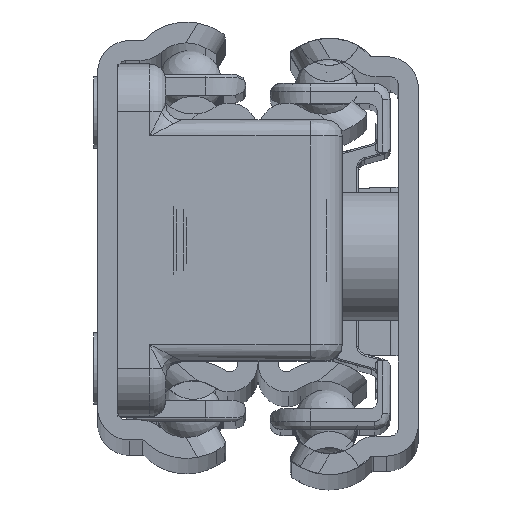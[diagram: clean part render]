
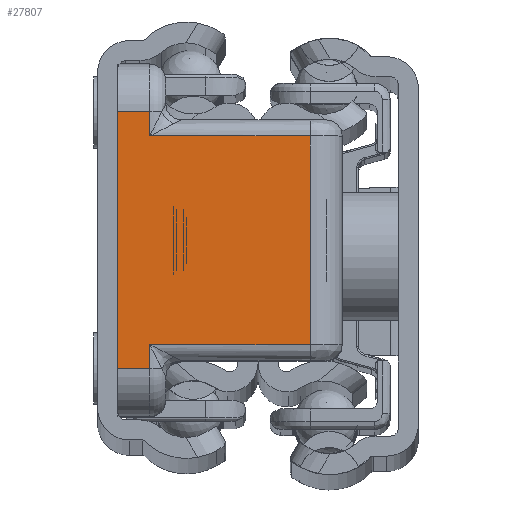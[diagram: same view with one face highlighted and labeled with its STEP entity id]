
A CAD part, top view. The second image highlights one B-rep face of the part: STEP entity #27807.
In plain terms, the highlighted planar face has unit normal (0, 0, 1).
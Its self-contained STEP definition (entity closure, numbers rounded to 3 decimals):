
#1638=PLANE('',#30163);
#2665=FACE_OUTER_BOUND('',#4256,.T.);
#4256=EDGE_LOOP('',(#21468,#21469,#21470,#21471,#21472,#21473,#21474,#21475));
#6390=LINE('',#44873,#8485);
#6392=LINE('',#44879,#8487);
#6400=LINE('',#44913,#8495);
#6409=LINE('',#45138,#8504);
#6413=LINE('',#45149,#8508);
#6422=LINE('',#45185,#8517);
#6423=LINE('',#45188,#8518);
#6424=LINE('',#45189,#8519);
#8485=VECTOR('',#35572,10.);
#8487=VECTOR('',#35578,10.);
#8495=VECTOR('',#35610,10.);
#8504=VECTOR('',#35673,10.);
#8508=VECTOR('',#35687,10.);
#8517=VECTOR('',#35720,10.);
#8518=VECTOR('',#35723,10.);
#8519=VECTOR('',#35724,10.);
#12052=VERTEX_POINT('',#44816);
#12057=VERTEX_POINT('',#44867);
#12060=VERTEX_POINT('',#44877);
#12065=VERTEX_POINT('',#44911);
#12071=VERTEX_POINT('',#44947);
#12085=VERTEX_POINT('',#45122);
#12096=VERTEX_POINT('',#45183);
#12097=VERTEX_POINT('',#45187);
#15415=EDGE_CURVE('',#12052,#12057,#6390,.T.);
#15418=EDGE_CURVE('',#12060,#12052,#6392,.T.);
#15432=EDGE_CURVE('',#12065,#12060,#6400,.T.);
#15468=EDGE_CURVE('',#12085,#12071,#6409,.T.);
#15474=EDGE_CURVE('',#12071,#12065,#6413,.T.);
#15488=EDGE_CURVE('',#12096,#12085,#6422,.T.);
#15489=EDGE_CURVE('',#12096,#12097,#6423,.T.);
#15490=EDGE_CURVE('',#12057,#12097,#6424,.T.);
#21468=ORIENTED_EDGE('',*,*,#15418,.F.);
#21469=ORIENTED_EDGE('',*,*,#15432,.F.);
#21470=ORIENTED_EDGE('',*,*,#15474,.F.);
#21471=ORIENTED_EDGE('',*,*,#15468,.F.);
#21472=ORIENTED_EDGE('',*,*,#15488,.F.);
#21473=ORIENTED_EDGE('',*,*,#15489,.T.);
#21474=ORIENTED_EDGE('',*,*,#15490,.F.);
#21475=ORIENTED_EDGE('',*,*,#15415,.F.);
#27807=ADVANCED_FACE('',(#2665),#1638,.T.);
#30163=AXIS2_PLACEMENT_3D('',#45186,#35721,#35722);
#35572=DIRECTION('',(0.,-1.,0.));
#35578=DIRECTION('',(-1.,0.,0.));
#35610=DIRECTION('',(0.,-1.,0.));
#35673=DIRECTION('',(0.,-1.,0.));
#35687=DIRECTION('',(1.,0.,0.));
#35720=DIRECTION('',(1.,0.,0.));
#35721=DIRECTION('center_axis',(0.,0.,1.));
#35722=DIRECTION('ref_axis',(1.,0.,0.));
#35723=DIRECTION('',(0.,-1.,0.));
#35724=DIRECTION('',(-1.,0.,0.));
#44816=CARTESIAN_POINT('',(-2.3,-6.5,548.));
#44867=CARTESIAN_POINT('',(-2.3,-8.,548.));
#44873=CARTESIAN_POINT('',(-2.3,5.5,548.));
#44877=CARTESIAN_POINT('',(7.7,-6.5,548.));
#44879=CARTESIAN_POINT('',(-1.3,-6.5,548.));
#44911=CARTESIAN_POINT('',(7.7,6.5,548.));
#44913=CARTESIAN_POINT('',(7.7,5.5,548.));
#44947=CARTESIAN_POINT('',(-2.3,6.5,548.));
#45122=CARTESIAN_POINT('',(-2.3,8.,548.));
#45138=CARTESIAN_POINT('',(-2.3,5.5,548.));
#45149=CARTESIAN_POINT('',(-1.3,6.5,548.));
#45183=CARTESIAN_POINT('',(-4.3,8.,548.));
#45185=CARTESIAN_POINT('',(-1.3,8.,548.));
#45186=CARTESIAN_POINT('Origin',(-1.3,11.,548.));
#45187=CARTESIAN_POINT('',(-4.3,-8.,548.));
#45188=CARTESIAN_POINT('',(-4.3,-11.,548.));
#45189=CARTESIAN_POINT('',(-1.3,-8.,548.));
